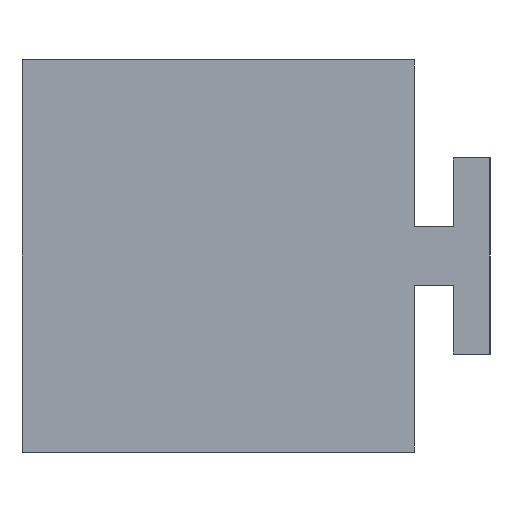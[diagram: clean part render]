
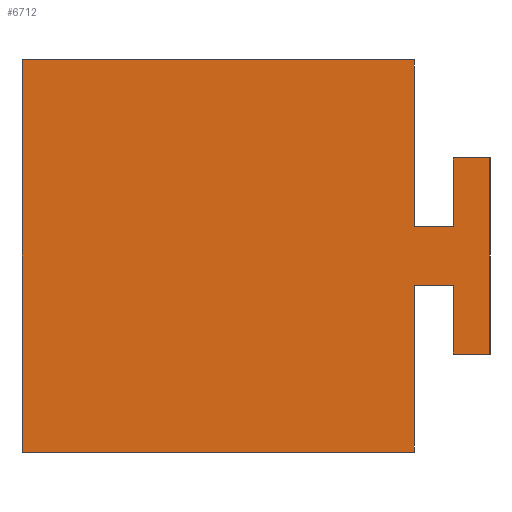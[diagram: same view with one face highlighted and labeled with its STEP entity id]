
A CAD part, left-side view. The second image highlights one B-rep face of the part: STEP entity #6712.
In plain terms, the highlighted free-form (B-spline) face has degree [1, 1] with [2, 2] control points.
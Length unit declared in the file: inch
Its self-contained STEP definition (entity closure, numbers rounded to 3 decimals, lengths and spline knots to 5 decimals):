
#6130=CARTESIAN_POINT('V116',(-0.6875,-1.0,1.0));
#6131=VERTEX_POINT('V116',#6130);
#6204=CARTESIAN_POINT('V172',(-0.6875,1.0,1.0));
#6205=VERTEX_POINT('V172',#6204);
#6211=CARTESIAN_POINT('E172',(-0.6875,-1.0,1.0));
#6212=CARTESIAN_POINT('E172',(-0.6875,1.0,1.0));
#6213=B_SPLINE_CURVE_WITH_KNOTS('E172',1,(#6211,#6212),
   .POLYLINE_FORM.,.F.,.U.,(2,2),(0.0,2.0),.UNSPECIFIED.);
#6214=EDGE_CURVE('E172',#6131,#6205,#6213,.T.);
#6353=CARTESIAN_POINT('V58',(-0.6875,1.0,-1.0));
#6354=VERTEX_POINT('V58',#6353);
#6360=CARTESIAN_POINT('E481',(-0.6875,1.0,1.0));
#6361=CARTESIAN_POINT('E481',(-0.6875,1.0,-1.0));
#6362=QUASI_UNIFORM_CURVE('E481',1,(#6360,#6361),.POLYLINE_FORM.,.F.,
   .U.);
#6363=EDGE_CURVE('E481',#6205,#6354,#6362,.T.);
#6374=CARTESIAN_POINT('V1',(-0.6875,-1.0,-1.0));
#6375=VERTEX_POINT('V1',#6374);
#6376=CARTESIAN_POINT('E58',(-0.6875,1.0,-1.0));
#6377=CARTESIAN_POINT('E58',(-0.6875,-1.0,-1.0));
#6378=B_SPLINE_CURVE_WITH_KNOTS('E58',1,(#6376,#6377),
   .POLYLINE_FORM.,.F.,.U.,(2,2),(0.0,2.0),.UNSPECIFIED.);
#6379=EDGE_CURVE('E58',#6354,#6375,#6378,.T.);
#6534=CARTESIAN_POINT('V383',(-0.6875,-1.0,
   -0.15));
#6535=VERTEX_POINT('V383',#6534);
#6541=CARTESIAN_POINT('E574',(-0.6875,-1.0,-1.0));
#6542=CARTESIAN_POINT('E574',(-0.6875,-1.0,
   -0.15));
#6543=B_SPLINE_CURVE_WITH_KNOTS('E574',1,(#6541,#6542),
   .POLYLINE_FORM.,.F.,.U.,(2,2),(0.0,0.425),
   .UNSPECIFIED.);
#6544=EDGE_CURVE('E574',#6375,#6535,#6543,.T.);
#6556=CARTESIAN_POINT('V370',(-0.6875,-1.2,
   -0.15));
#6557=VERTEX_POINT('V370',#6556);
#6558=CARTESIAN_POINT('E570',(-0.6875,-1.0,
   -0.15));
#6559=CARTESIAN_POINT('E570',(-0.6875,-1.2,
   -0.15));
#6560=QUASI_UNIFORM_CURVE('E570',1,(#6558,#6559),.POLYLINE_FORM.,.F.,
   .U.);
#6561=EDGE_CURVE('E570',#6535,#6557,#6560,.T.);
#6578=CARTESIAN_POINT('V369',(-0.6875,-1.2,
   -0.5));
#6579=VERTEX_POINT('V369',#6578);
#6580=CARTESIAN_POINT('E551',(-0.6875,-1.2,
   -0.15));
#6581=CARTESIAN_POINT('E551',(-0.6875,-1.2,
   -0.5));
#6582=QUASI_UNIFORM_CURVE('E551',1,(#6580,#6581),.POLYLINE_FORM.,.F.,
   .U.);
#6583=EDGE_CURVE('E551',#6557,#6579,#6582,.T.);
#6600=CARTESIAN_POINT('V373',(-0.6875,-1.3875,
   -0.5));
#6601=VERTEX_POINT('V373',#6600);
#6602=CARTESIAN_POINT('E555',(-0.6875,-1.2,
   -0.5));
#6603=CARTESIAN_POINT('E555',(-0.6875,-1.3875,
   -0.5));
#6604=QUASI_UNIFORM_CURVE('E555',1,(#6602,#6603),.POLYLINE_FORM.,.F.,
   .U.);
#6605=EDGE_CURVE('E555',#6579,#6601,#6604,.T.);
#6622=CARTESIAN_POINT('V375',(-0.6875,-1.3875,
   0.5));
#6623=VERTEX_POINT('V375',#6622);
#6624=CARTESIAN_POINT('E558',(-0.6875,-1.3875,
   -0.5));
#6625=CARTESIAN_POINT('E558',(-0.6875,-1.3875,
   0.5));
#6626=QUASI_UNIFORM_CURVE('E558',1,(#6624,#6625),.POLYLINE_FORM.,.F.,
   .U.);
#6627=EDGE_CURVE('E558',#6601,#6623,#6626,.T.);
#6644=CARTESIAN_POINT('V377',(-0.6875,-1.2,
   0.5));
#6645=VERTEX_POINT('V377',#6644);
#6646=CARTESIAN_POINT('E561',(-0.6875,-1.3875,
   0.5));
#6647=CARTESIAN_POINT('E561',(-0.6875,-1.2,
   0.5));
#6648=QUASI_UNIFORM_CURVE('E561',1,(#6646,#6647),.POLYLINE_FORM.,.F.,
   .U.);
#6649=EDGE_CURVE('E561',#6623,#6645,#6648,.T.);
#6666=CARTESIAN_POINT('V379',(-0.6875,-1.2,
   0.15));
#6667=VERTEX_POINT('V379',#6666);
#6668=CARTESIAN_POINT('E564',(-0.6875,-1.2,
   0.5));
#6669=CARTESIAN_POINT('E564',(-0.6875,-1.2,
   0.15));
#6670=QUASI_UNIFORM_CURVE('E564',1,(#6668,#6669),.POLYLINE_FORM.,.F.,
   .U.);
#6671=EDGE_CURVE('E564',#6645,#6667,#6670,.T.);
#6683=CARTESIAN_POINT('F219',(-0.6875,1.00787,
   -1.00787));
#6684=CARTESIAN_POINT('F219',(-0.6875,-1.41081,
   -1.00787));
#6685=CARTESIAN_POINT('F219',(-0.6875,1.00787,
   1.00787));
#6686=CARTESIAN_POINT('F219',(-0.6875,-1.41081,
   1.00787));
#6687=B_SPLINE_SURFACE_WITH_KNOTS('F219',1,1,((#6683,#6685),(
   #6684,#6686)),.PLANE_SURF.,.F.,.F.,.U.,(2,2),(2,2),(0.0,
   1.1999),(0.0,1.0),.UNSPECIFIED.);
#6688=ORIENTED_EDGE('E564',*,*,#6671,.T.);
#6689=CARTESIAN_POINT('V381',(-0.6875,-1.0,
   0.15));
#6690=VERTEX_POINT('V381',#6689);
#6691=CARTESIAN_POINT('E567',(-0.6875,-1.2,
   0.15));
#6692=CARTESIAN_POINT('E567',(-0.6875,-1.0,
   0.15));
#6693=QUASI_UNIFORM_CURVE('E567',1,(#6691,#6692),.POLYLINE_FORM.,.F.,
   .U.);
#6694=EDGE_CURVE('E567',#6667,#6690,#6693,.T.);
#6695=ORIENTED_EDGE('E567',*,*,#6694,.T.);
#6696=CARTESIAN_POINT('E573',(-0.6875,-1.0,
   0.15));
#6697=CARTESIAN_POINT('E573',(-0.6875,-1.0,1.0));
#6698=B_SPLINE_CURVE_WITH_KNOTS('E573',1,(#6696,#6697),
   .POLYLINE_FORM.,.F.,.U.,(2,2),(0.575,1.0),
   .UNSPECIFIED.);
#6699=EDGE_CURVE('E573',#6690,#6131,#6698,.T.);
#6700=ORIENTED_EDGE('E573',*,*,#6699,.T.);
#6701=ORIENTED_EDGE('F2',*,*,#6214,.T.);
#6702=ORIENTED_EDGE('E481',*,*,#6363,.T.);
#6703=ORIENTED_EDGE('E58',*,*,#6379,.T.);
#6704=ORIENTED_EDGE('E574',*,*,#6544,.T.);
#6705=ORIENTED_EDGE('E570',*,*,#6561,.T.);
#6706=ORIENTED_EDGE('E551',*,*,#6583,.T.);
#6707=ORIENTED_EDGE('E555',*,*,#6605,.T.);
#6708=ORIENTED_EDGE('E558',*,*,#6627,.T.);
#6709=ORIENTED_EDGE('E561',*,*,#6649,.T.);
#6710=EDGE_LOOP('F219',(#6688,#6695,#6700,#6701,#6702,#6703,#6704,
   #6705,#6706,#6707,#6708,#6709));
#6711=FACE_OUTER_BOUND('F219',#6710,.T.);
#6712=ADVANCED_FACE('F219',(#6711),#6687,.T.);
